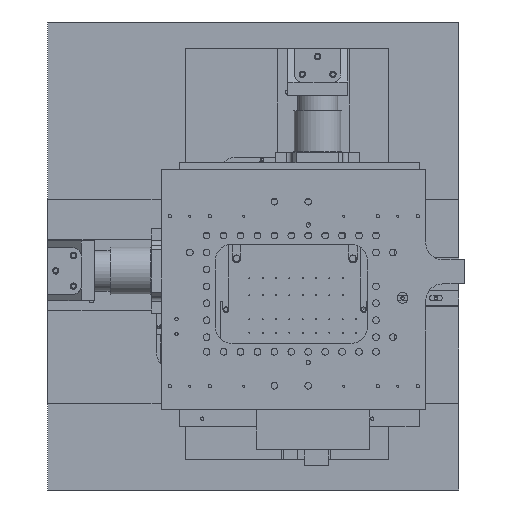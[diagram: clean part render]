
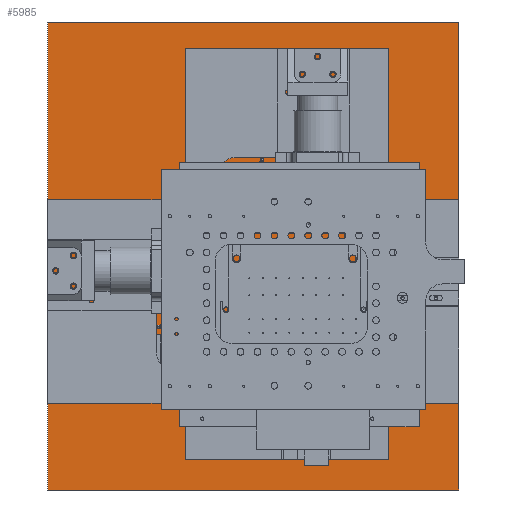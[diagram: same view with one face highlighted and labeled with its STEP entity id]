
A CAD part, front view. The second image highlights one B-rep face of the part: STEP entity #5985.
In plain terms, the highlighted face is planar.
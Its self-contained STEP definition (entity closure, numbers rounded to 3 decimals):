
#2180=LINE('',#35442,#3402);
#2184=LINE('',#35451,#3406);
#2187=LINE('',#35457,#3409);
#2190=LINE('',#35463,#3412);
#3402=VECTOR('',#26512,1.);
#3406=VECTOR('',#26518,1.);
#3409=VECTOR('',#26523,1.);
#3412=VECTOR('',#26528,1.);
#4988=PLANE('',#21140);
#5985=ADVANCED_FACE('',(#7406,#7407,#7408,#7409,#7410,#7411,#7412,#7413,
#7414,#7415,#7416,#7417,#7418),#4988,.F.);
#7406=FACE_BOUND('',#9059,.T.);
#7407=FACE_BOUND('',#9060,.T.);
#7408=FACE_BOUND('',#9061,.T.);
#7409=FACE_BOUND('',#9062,.T.);
#7410=FACE_BOUND('',#9063,.T.);
#7411=FACE_BOUND('',#9064,.T.);
#7412=FACE_BOUND('',#9065,.T.);
#7413=FACE_BOUND('',#9066,.T.);
#7414=FACE_BOUND('',#9067,.T.);
#7415=FACE_BOUND('',#9068,.T.);
#7416=FACE_BOUND('',#9069,.T.);
#7417=FACE_BOUND('',#9070,.T.);
#7418=FACE_BOUND('',#9071,.T.);
#9059=EDGE_LOOP('',(#13866));
#9060=EDGE_LOOP('',(#13867));
#9061=EDGE_LOOP('',(#13868));
#9062=EDGE_LOOP('',(#13869));
#9063=EDGE_LOOP('',(#13870));
#9064=EDGE_LOOP('',(#13871));
#9065=EDGE_LOOP('',(#13872));
#9066=EDGE_LOOP('',(#13873));
#9067=EDGE_LOOP('',(#13874));
#9068=EDGE_LOOP('',(#13875));
#9069=EDGE_LOOP('',(#13876));
#9070=EDGE_LOOP('',(#13877));
#9071=EDGE_LOOP('',(#13878,#13879,#13880,#13881));
#13866=ORIENTED_EDGE('',*,*,#18003,.T.);
#13867=ORIENTED_EDGE('',*,*,#18004,.T.);
#13868=ORIENTED_EDGE('',*,*,#18005,.T.);
#13869=ORIENTED_EDGE('',*,*,#18006,.T.);
#13870=ORIENTED_EDGE('',*,*,#18007,.T.);
#13871=ORIENTED_EDGE('',*,*,#18008,.T.);
#13872=ORIENTED_EDGE('',*,*,#18009,.T.);
#13873=ORIENTED_EDGE('',*,*,#18010,.T.);
#13874=ORIENTED_EDGE('',*,*,#18011,.T.);
#13875=ORIENTED_EDGE('',*,*,#18012,.T.);
#13876=ORIENTED_EDGE('',*,*,#18013,.T.);
#13877=ORIENTED_EDGE('',*,*,#18014,.T.);
#13878=ORIENTED_EDGE('',*,*,#17979,.F.);
#13879=ORIENTED_EDGE('',*,*,#17989,.F.);
#13880=ORIENTED_EDGE('',*,*,#17986,.F.);
#13881=ORIENTED_EDGE('',*,*,#17983,.F.);
#15578=VERTEX_POINT('',#35443);
#15579=VERTEX_POINT('',#35444);
#15582=VERTEX_POINT('',#35452);
#15584=VERTEX_POINT('',#35458);
#15598=VERTEX_POINT('',#35492);
#15599=VERTEX_POINT('',#35494);
#15600=VERTEX_POINT('',#35496);
#15601=VERTEX_POINT('',#35498);
#15602=VERTEX_POINT('',#35500);
#15603=VERTEX_POINT('',#35502);
#15604=VERTEX_POINT('',#35504);
#15605=VERTEX_POINT('',#35506);
#15606=VERTEX_POINT('',#35508);
#15607=VERTEX_POINT('',#35510);
#15608=VERTEX_POINT('',#35512);
#15609=VERTEX_POINT('',#35514);
#17979=EDGE_CURVE('',#15578,#15579,#2180,.T.);
#17983=EDGE_CURVE('',#15579,#15582,#2184,.T.);
#17986=EDGE_CURVE('',#15582,#15584,#2187,.T.);
#17989=EDGE_CURVE('',#15584,#15578,#2190,.T.);
#18003=EDGE_CURVE('',#15598,#15598,#19062,.T.);
#18004=EDGE_CURVE('',#15599,#15599,#19063,.T.);
#18005=EDGE_CURVE('',#15600,#15600,#19064,.T.);
#18006=EDGE_CURVE('',#15601,#15601,#19065,.T.);
#18007=EDGE_CURVE('',#15602,#15602,#19066,.T.);
#18008=EDGE_CURVE('',#15603,#15603,#19067,.T.);
#18009=EDGE_CURVE('',#15604,#15604,#19068,.T.);
#18010=EDGE_CURVE('',#15605,#15605,#19069,.T.);
#18011=EDGE_CURVE('',#15606,#15606,#19070,.T.);
#18012=EDGE_CURVE('',#15607,#15607,#19071,.T.);
#18013=EDGE_CURVE('',#15608,#15608,#19072,.T.);
#18014=EDGE_CURVE('',#15609,#15609,#19073,.T.);
#19062=CIRCLE('',#21128,2.5);
#19063=CIRCLE('',#21129,2.5);
#19064=CIRCLE('',#21130,2.5);
#19065=CIRCLE('',#21131,2.5);
#19066=CIRCLE('',#21132,2.5);
#19067=CIRCLE('',#21133,2.5);
#19068=CIRCLE('',#21134,3.2);
#19069=CIRCLE('',#21135,3.2);
#19070=CIRCLE('',#21136,3.2);
#19071=CIRCLE('',#21137,3.2);
#19072=CIRCLE('',#21138,3.2);
#19073=CIRCLE('',#21139,3.2);
#21128=AXIS2_PLACEMENT_3D('',#35491,#26558,#26559);
#21129=AXIS2_PLACEMENT_3D('',#35493,#26560,#26561);
#21130=AXIS2_PLACEMENT_3D('',#35495,#26562,#26563);
#21131=AXIS2_PLACEMENT_3D('',#35497,#26564,#26565);
#21132=AXIS2_PLACEMENT_3D('',#35499,#26566,#26567);
#21133=AXIS2_PLACEMENT_3D('',#35501,#26568,#26569);
#21134=AXIS2_PLACEMENT_3D('',#35503,#26570,#26571);
#21135=AXIS2_PLACEMENT_3D('',#35505,#26572,#26573);
#21136=AXIS2_PLACEMENT_3D('',#35507,#26574,#26575);
#21137=AXIS2_PLACEMENT_3D('',#35509,#26576,#26577);
#21138=AXIS2_PLACEMENT_3D('',#35511,#26578,#26579);
#21139=AXIS2_PLACEMENT_3D('',#35513,#26580,#26581);
#21140=AXIS2_PLACEMENT_3D('',#35515,#26582,#26583);
#26512=DIRECTION('',(0.,-1.,0.));
#26518=DIRECTION('',(1.,0.,0.));
#26523=DIRECTION('',(0.,1.,0.));
#26528=DIRECTION('',(-1.,0.,0.));
#26558=DIRECTION('',(0.,0.,1.));
#26559=DIRECTION('',(1.,0.,0.));
#26560=DIRECTION('',(0.,0.,1.));
#26561=DIRECTION('',(1.,0.,0.));
#26562=DIRECTION('',(0.,0.,1.));
#26563=DIRECTION('',(1.,0.,0.));
#26564=DIRECTION('',(0.,0.,1.));
#26565=DIRECTION('',(1.,0.,0.));
#26566=DIRECTION('',(0.,0.,1.));
#26567=DIRECTION('',(1.,0.,0.));
#26568=DIRECTION('',(0.,0.,1.));
#26569=DIRECTION('',(1.,0.,0.));
#26570=DIRECTION('',(0.,0.,1.));
#26571=DIRECTION('',(1.,0.,0.));
#26572=DIRECTION('',(0.,0.,1.));
#26573=DIRECTION('',(1.,0.,0.));
#26574=DIRECTION('',(0.,0.,1.));
#26575=DIRECTION('',(1.,0.,0.));
#26576=DIRECTION('',(0.,0.,1.));
#26577=DIRECTION('',(1.,0.,0.));
#26578=DIRECTION('',(0.,0.,1.));
#26579=DIRECTION('',(1.,0.,0.));
#26580=DIRECTION('',(0.,0.,1.));
#26581=DIRECTION('',(1.,0.,0.));
#26582=DIRECTION('',(0.,0.,1.));
#26583=DIRECTION('',(1.,0.,0.));
#35442=CARTESIAN_POINT('',(0.,351.,0.));
#35443=CARTESIAN_POINT('',(0.,351.,0.));
#35444=CARTESIAN_POINT('',(0.,0.,0.));
#35451=CARTESIAN_POINT('',(0.,0.,0.));
#35452=CARTESIAN_POINT('',(308.385,0.,0.));
#35457=CARTESIAN_POINT('',(308.385,0.,0.));
#35458=CARTESIAN_POINT('',(308.385,351.,0.));
#35463=CARTESIAN_POINT('',(308.385,351.,0.));
#35491=CARTESIAN_POINT('',(295.6,236.092,0.));
#35492=CARTESIAN_POINT('',(298.1,236.092,0.));
#35493=CARTESIAN_POINT('',(295.6,171.092,0.));
#35494=CARTESIAN_POINT('',(298.1,171.092,0.));
#35495=CARTESIAN_POINT('',(75.,247.3,0.));
#35496=CARTESIAN_POINT('',(77.5,247.3,0.));
#35497=CARTESIAN_POINT('',(75.,148.3,0.));
#35498=CARTESIAN_POINT('',(77.5,148.3,0.));
#35499=CARTESIAN_POINT('',(10.,247.3,0.));
#35500=CARTESIAN_POINT('',(12.5,247.3,0.));
#35501=CARTESIAN_POINT('',(10.,148.3,0.));
#35502=CARTESIAN_POINT('',(12.5,148.3,0.));
#35503=CARTESIAN_POINT('',(240.891,94.809,0.));
#35504=CARTESIAN_POINT('',(244.091,94.809,0.));
#35505=CARTESIAN_POINT('',(240.891,29.809,0.));
#35506=CARTESIAN_POINT('',(244.091,29.809,0.));
#35507=CARTESIAN_POINT('',(218.099,315.409,0.));
#35508=CARTESIAN_POINT('',(221.299,315.409,0.));
#35509=CARTESIAN_POINT('',(153.099,315.409,0.));
#35510=CARTESIAN_POINT('',(156.299,315.409,0.));
#35511=CARTESIAN_POINT('',(141.891,94.809,0.));
#35512=CARTESIAN_POINT('',(145.091,94.809,0.));
#35513=CARTESIAN_POINT('',(141.891,29.809,0.));
#35514=CARTESIAN_POINT('',(145.091,29.809,0.));
#35515=CARTESIAN_POINT('',(0.,0.,0.));
